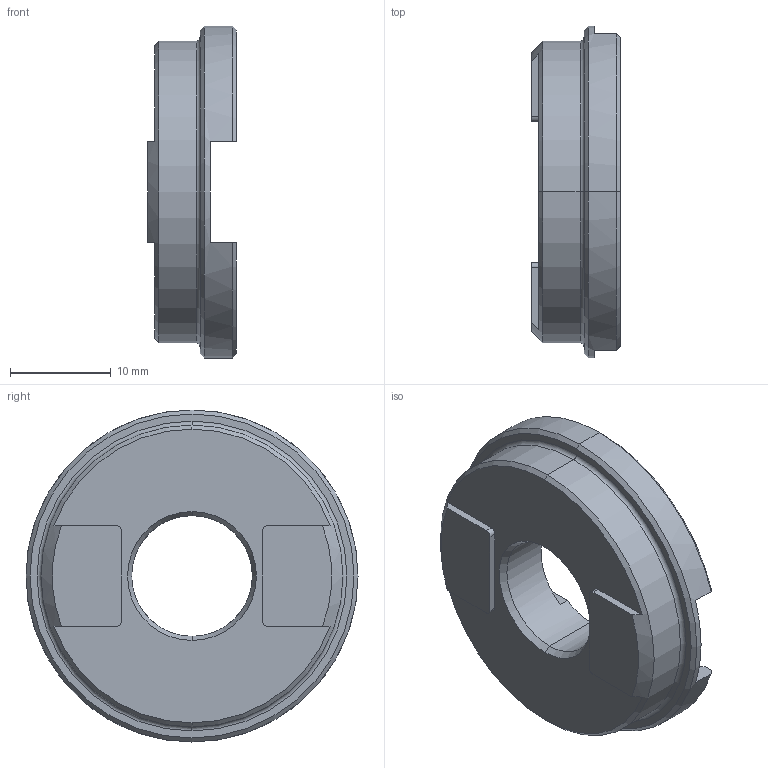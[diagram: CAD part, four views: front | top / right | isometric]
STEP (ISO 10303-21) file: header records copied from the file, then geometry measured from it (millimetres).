
FILE_DESCRIPTION (( 'STEP AP203' ), '1' );
FILE_NAME ('900.803.001.006.STEP', '2018-02-23T06:59:49', ( 'SWIAdmin' ), ( 'Hewlett-Packard Company' ), 'SwSTEP 2.0', 'SolidWorks 2017', '' );
FILE_SCHEMA (( 'CONFIG_CONTROL_DESIGN' ));
Length unit declared in the file: millimetre
Products named in the file (1): 900.803.001.006
Bounding box: 8.8 x 33 x 33 mm (x, y, z)
Volume: 4193.6 mm3; surface area: 2558.8 mm2
Topology: 1 solids, 1 shells, 47 faces, 126 edges, 81 vertices
Faces by surface type: plane 20, cylinder 13, cone 12, torus 2
Entity records: 1576 total; most frequent: CARTESIAN_POINT 291, DIRECTION 265, ORIENTED_EDGE 252, EDGE_CURVE 126, AXIS2_PLACEMENT_3D 103, VERTEX_POINT 81, LINE 59, VECTOR 59
